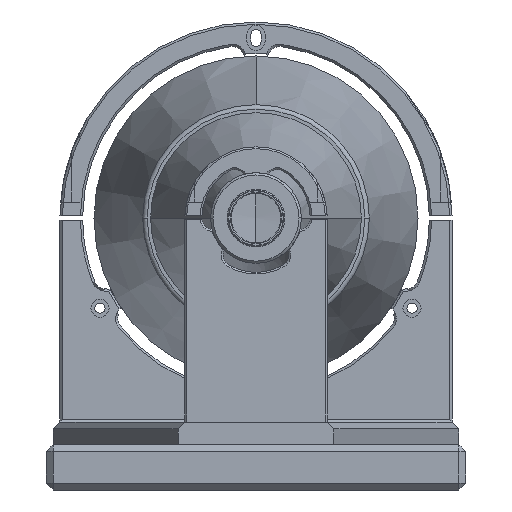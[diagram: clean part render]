
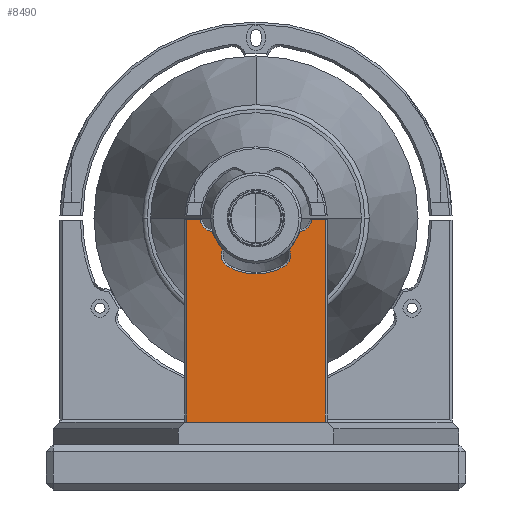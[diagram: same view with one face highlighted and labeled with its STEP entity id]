
A CAD part, left-side view. The second image highlights one B-rep face of the part: STEP entity #8490.
In plain terms, the highlighted planar face has unit normal (-1, 0, 0).
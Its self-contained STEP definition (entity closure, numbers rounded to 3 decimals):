
#699 = VERTEX_POINT ( 'NONE', #12107 ) ;
#981 = VERTEX_POINT ( 'NONE', #1460 ) ;
#1406 = ORIENTED_EDGE ( 'NONE', *, *, #24811, .F. ) ;
#1460 = CARTESIAN_POINT ( 'NONE',  ( -499.6, 24.663, 119.25 ) ) ;
#1501 = DIRECTION ( 'NONE',  ( 1., 0., 0. ) ) ;
#1650 = ORIENTED_EDGE ( 'NONE', *, *, #6064, .T. ) ;
#1728 = AXIS2_PLACEMENT_3D ( 'NONE', #15009, #33466, #17776 ) ;
#1743 = EDGE_CURVE ( 'NONE', #14344, #20499, #16979, .T. ) ;
#1855 = VERTEX_POINT ( 'NONE', #28335 ) ;
#2063 = EDGE_CURVE ( 'NONE', #17183, #1855, #4550, .T. ) ;
#2275 = VERTEX_POINT ( 'NONE', #2844 ) ;
#2316 = ORIENTED_EDGE ( 'NONE', *, *, #32459, .F. ) ;
#2844 = CARTESIAN_POINT ( 'NONE',  ( -499.6, -30.6, 30. ) ) ;
#3150 = ORIENTED_EDGE ( 'NONE', *, *, #15457, .T. ) ;
#3299 = ORIENTED_EDGE ( 'NONE', *, *, #16633, .F. ) ;
#3908 = DIRECTION ( 'NONE',  ( 0., 0., -1. ) ) ;
#3971 = VERTEX_POINT ( 'NONE', #11953 ) ;
#4347 = VERTEX_POINT ( 'NONE', #27069 ) ;
#4370 = CARTESIAN_POINT ( 'NONE',  ( -499.6, 30.6, 50. ) ) ;
#4550 = CIRCLE ( 'NONE', #34428, 24.7 ) ;
#4582 = ORIENTED_EDGE ( 'NONE', *, *, #1743, .T. ) ;
#4866 = VECTOR ( 'NONE', #6219, 1000. ) ;
#5627 = VERTEX_POINT ( 'NONE', #19744 ) ;
#5645 = CIRCLE ( 'NONE', #29560, 5.8 ) ;
#6018 = CARTESIAN_POINT ( 'NONE',  ( -499.6, 65.904, 119.25 ) ) ;
#6064 = EDGE_CURVE ( 'NONE', #2275, #4347, #13059, .T. ) ;
#6219 = DIRECTION ( 'NONE',  ( 0., 0.5, 0.866 ) ) ;
#7089 = ORIENTED_EDGE ( 'NONE', *, *, #23801, .T. ) ;
#8490 = ADVANCED_FACE ( 'NONE', ( #17199 ), #17262, .T. ) ;
#9126 = CARTESIAN_POINT ( 'NONE',  ( -499.6, -9.535, 103.681 ) ) ;
#9582 = EDGE_LOOP ( 'NONE', ( #30406, #20664, #7089, #1406, #4582, #3299, #1650, #2316, #3150, #27944, #15532, #25928, #33677 ) ) ;
#10204 = DIRECTION ( 'NONE',  ( 0., 0.5, -0.866 ) ) ;
#10321 = CARTESIAN_POINT ( 'NONE',  ( -499.6, -17.234, 110.05 ) ) ;
#11257 = DIRECTION ( 'NONE',  ( 0., -1., 0. ) ) ;
#11486 = DIRECTION ( 'NONE',  ( 1., 0., 0. ) ) ;
#11527 = CARTESIAN_POINT ( 'NONE',  ( -499.6, 0., 120. ) ) ;
#11879 = DIRECTION ( 'NONE',  ( 0., -1., 0. ) ) ;
#11953 = CARTESIAN_POINT ( 'NONE',  ( -499.6, 19.598, 114.144 ) ) ;
#11969 = DIRECTION ( 'NONE',  ( 1., 0., 0. ) ) ;
#12107 = CARTESIAN_POINT ( 'NONE',  ( -499.6, -14.87, 105.956 ) ) ;
#12122 = DIRECTION ( 'NONE',  ( 0., 0., 1. ) ) ;
#12330 = CARTESIAN_POINT ( 'NONE',  ( -499.6, -30.6, 120. ) ) ;
#12620 = CARTESIAN_POINT ( 'NONE',  ( -499.6, 14.87, 105.956 ) ) ;
#13059 = LINE ( 'NONE', #12330, #20289 ) ;
#13114 = AXIS2_PLACEMENT_3D ( 'NONE', #13980, #32471, #16708 ) ;
#13980 = CARTESIAN_POINT ( 'NONE',  ( -499.6, -9.535, 103.681 ) ) ;
#14344 = VERTEX_POINT ( 'NONE', #30333 ) ;
#14361 = CARTESIAN_POINT ( 'NONE',  ( -499.6, 17.234, 110.05 ) ) ;
#15001 = VECTOR ( 'NONE', #30377, 1000. ) ;
#15009 = CARTESIAN_POINT ( 'NONE',  ( -499.6, -18.9, 119.902 ) ) ;
#15091 = CARTESIAN_POINT ( 'NONE',  ( -499.6, -19.598, 114.144 ) ) ;
#15457 = EDGE_CURVE ( 'NONE', #5627, #18893, #21280, .T. ) ;
#15532 = ORIENTED_EDGE ( 'NONE', *, *, #16627, .T. ) ;
#15811 = CARTESIAN_POINT ( 'NONE',  ( -499.6, 65.904, 119.25 ) ) ;
#15858 = CIRCLE ( 'NONE', #31316, 5.8 ) ;
#16017 = VERTEX_POINT ( 'NONE', #17734 ) ;
#16129 = VECTOR ( 'NONE', #3908, 1000. ) ;
#16133 = DIRECTION ( 'NONE',  ( 0., -1., 0. ) ) ;
#16199 = DIRECTION ( 'NONE',  ( -1., 0., 0. ) ) ;
#16246 = CARTESIAN_POINT ( 'NONE',  ( -499.6, 0., 120. ) ) ;
#16347 = CIRCLE ( 'NONE', #33439, 5.8 ) ;
#16627 = EDGE_CURVE ( 'NONE', #699, #16017, #15858, .T. ) ;
#16633 = EDGE_CURVE ( 'NONE', #2275, #20499, #29087, .T. ) ;
#16708 = DIRECTION ( 'NONE',  ( 0., -1., 0. ) ) ;
#16979 = LINE ( 'NONE', #4370, #16129 ) ;
#17183 = VERTEX_POINT ( 'NONE', #33648 ) ;
#17199 = FACE_OUTER_BOUND ( 'NONE', #9582, .T. ) ;
#17262 = PLANE ( 'NONE',  #26512 ) ;
#17734 = CARTESIAN_POINT ( 'NONE',  ( -499.6, -15.335, 103.681 ) ) ;
#17776 = DIRECTION ( 'NONE',  ( 0., -1., 0. ) ) ;
#17813 = CARTESIAN_POINT ( 'NONE',  ( -499.6, 18.9, 119.902 ) ) ;
#18496 = VERTEX_POINT ( 'NONE', #12620 ) ;
#18556 = DIRECTION ( 'NONE',  ( 0., -1., 0. ) ) ;
#18893 = VERTEX_POINT ( 'NONE', #15091 ) ;
#19744 = CARTESIAN_POINT ( 'NONE',  ( -499.6, -24.663, 119.25 ) ) ;
#19978 = CARTESIAN_POINT ( 'NONE',  ( -499.6, -30.6, 30. ) ) ;
#20216 = LINE ( 'NONE', #14361, #4866 ) ;
#20289 = VECTOR ( 'NONE', #12122, 1000. ) ;
#20499 = VERTEX_POINT ( 'NONE', #28136 ) ;
#20527 = DIRECTION ( 'NONE',  ( 0., -1., 0. ) ) ;
#20664 = ORIENTED_EDGE ( 'NONE', *, *, #27267, .T. ) ;
#20781 = VECTOR ( 'NONE', #27521, 1000. ) ;
#21027 = CIRCLE ( 'NONE', #13114, 5.8 ) ;
#21280 = CIRCLE ( 'NONE', #1728, 5.8 ) ;
#22420 = LINE ( 'NONE', #6018, #20781 ) ;
#23801 = EDGE_CURVE ( 'NONE', #3971, #981, #5645, .T. ) ;
#24811 = EDGE_CURVE ( 'NONE', #14344, #981, #34266, .T. ) ;
#25928 = ORIENTED_EDGE ( 'NONE', *, *, #28398, .T. ) ;
#26462 = VECTOR ( 'NONE', #18556, 1000. ) ;
#26512 = AXIS2_PLACEMENT_3D ( 'NONE', #16246, #16199, #16133 ) ;
#26530 = LINE ( 'NONE', #10321, #32640 ) ;
#27069 = CARTESIAN_POINT ( 'NONE',  ( -499.6, -30.6, 119.25 ) ) ;
#27267 = EDGE_CURVE ( 'NONE', #18496, #3971, #20216, .T. ) ;
#27521 = DIRECTION ( 'NONE',  ( 0., -1., 0. ) ) ;
#27880 = DIRECTION ( 'NONE',  ( 1., 0., 0. ) ) ;
#27944 = ORIENTED_EDGE ( 'NONE', *, *, #30116, .T. ) ;
#27954 = CARTESIAN_POINT ( 'NONE',  ( -499.6, 9.535, 103.681 ) ) ;
#28136 = CARTESIAN_POINT ( 'NONE',  ( -499.6, 30.6, 30. ) ) ;
#28335 = CARTESIAN_POINT ( 'NONE',  ( -499.6, 12.461, 98.673 ) ) ;
#28398 = EDGE_CURVE ( 'NONE', #16017, #17183, #21027, .T. ) ;
#29087 = LINE ( 'NONE', #19978, #15001 ) ;
#29560 = AXIS2_PLACEMENT_3D ( 'NONE', #17813, #1501, #20527 ) ;
#30116 = EDGE_CURVE ( 'NONE', #18893, #699, #26530, .T. ) ;
#30333 = CARTESIAN_POINT ( 'NONE',  ( -499.6, 30.6, 119.25 ) ) ;
#30377 = DIRECTION ( 'NONE',  ( 0., 1., 0. ) ) ;
#30406 = ORIENTED_EDGE ( 'NONE', *, *, #34313, .T. ) ;
#30580 = DIRECTION ( 'NONE',  ( 0., -1., 0. ) ) ;
#31316 = AXIS2_PLACEMENT_3D ( 'NONE', #9126, #27880, #11879 ) ;
#32459 = EDGE_CURVE ( 'NONE', #5627, #4347, #22420, .T. ) ;
#32471 = DIRECTION ( 'NONE',  ( 1., 0., 0. ) ) ;
#32640 = VECTOR ( 'NONE', #10204, 1000. ) ;
#33439 = AXIS2_PLACEMENT_3D ( 'NONE', #27954, #11969, #30580 ) ;
#33466 = DIRECTION ( 'NONE',  ( 1., 0., 0. ) ) ;
#33648 = CARTESIAN_POINT ( 'NONE',  ( -499.6, -12.461, 98.673 ) ) ;
#33677 = ORIENTED_EDGE ( 'NONE', *, *, #2063, .T. ) ;
#34266 = LINE ( 'NONE', #15811, #26462 ) ;
#34313 = EDGE_CURVE ( 'NONE', #1855, #18496, #16347, .T. ) ;
#34428 = AXIS2_PLACEMENT_3D ( 'NONE', #11527, #11486, #11257 ) ;
